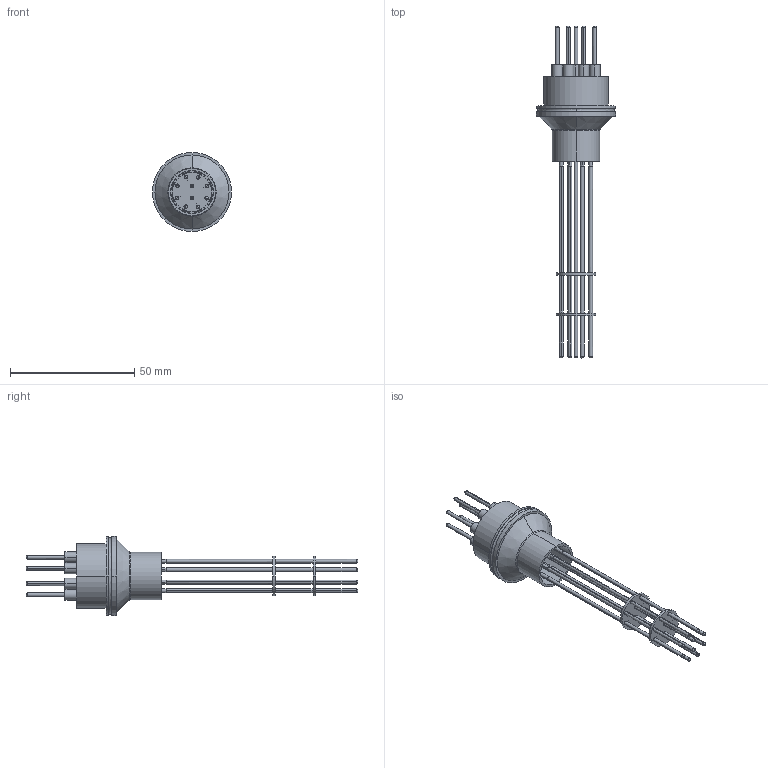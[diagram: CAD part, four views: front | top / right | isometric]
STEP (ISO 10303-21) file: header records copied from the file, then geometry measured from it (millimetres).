
FILE_DESCRIPTION (( 'STEP AP203' ), '1' );
FILE_NAME ('A0184-2-W.STEP', '2019-09-30T20:28:08', ( '' ), ( '' ), 'SwSTEP 2.0', 'SolidWorks 2019', '' );
FILE_SCHEMA (( 'CONFIG_CONTROL_DESIGN' ));
Length unit declared in the file: inch
Products named in the file (1): A0184-2-W
Bounding box: 31.75 x 133.35 x 31.75 mm (x, y, z)
Volume: 8094.2 mm3; surface area: 15061.4 mm2
Topology: 1 solids, 11 shells, 431 faces, 1062 edges, 674 vertices
Faces by surface type: cylinder 222, bspline 106, plane 59, cone 44
Entity records: 14425 total; most frequent: CARTESIAN_POINT 4018, DIRECTION 2358, ORIENTED_EDGE 2060, AXIS2_PLACEMENT_3D 1046, EDGE_CURVE 1030, CIRCLE 720, VERTEX_POINT 674, EDGE_LOOP 556
